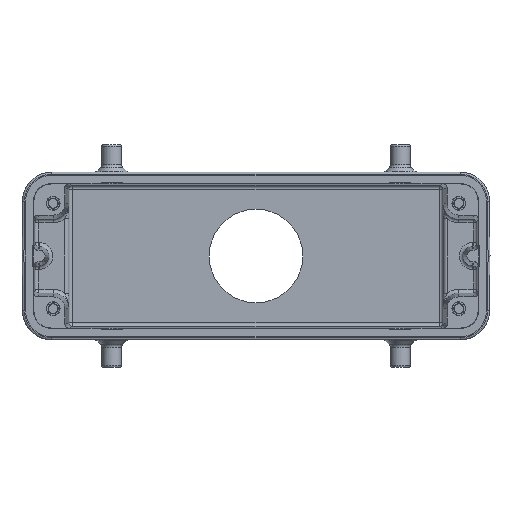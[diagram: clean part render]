
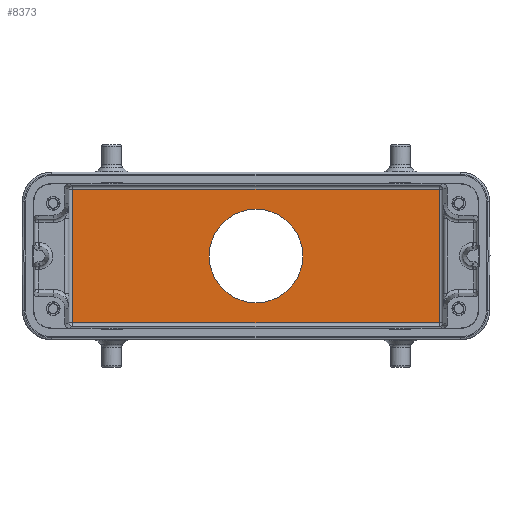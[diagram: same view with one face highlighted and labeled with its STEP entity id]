
A CAD part, front view. The second image highlights one B-rep face of the part: STEP entity #8373.
In plain terms, the highlighted planar face has unit normal (0, -1, 0).
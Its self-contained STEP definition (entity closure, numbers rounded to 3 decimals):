
#430=CARTESIAN_POINT('',(0.,52.,0.));
#431=DIRECTION('',(0.,-1.,0.));
#432=DIRECTION('',(1.,0.,0.));
#433=AXIS2_PLACEMENT_3D('',#430,#431,#432);
#435=CARTESIAN_POINT('',(0.,52.,0.));
#436=DIRECTION('',(0.,-1.,0.));
#437=DIRECTION('',(-1.,0.,0.));
#438=AXIS2_PLACEMENT_3D('',#435,#436,#437);
#440=DIRECTION('',(0.,0.,-1.));
#441=VECTOR('',#440,34.27);
#442=CARTESIAN_POINT('',(-47.,52.,17.135));
#443=LINE('',#442,#441);
#4198=DIRECTION('',(1.,0.,0.));
#4199=VECTOR('',#4198,94.);
#4200=CARTESIAN_POINT('',(-47.,52.,-17.135));
#4201=LINE('',#4200,#4199);
#4225=DIRECTION('',(0.,0.,1.));
#4226=VECTOR('',#4225,34.27);
#4227=CARTESIAN_POINT('',(47.,52.,-17.135));
#4228=LINE('',#4227,#4226);
#4248=DIRECTION('',(-1.,0.,0.));
#4249=VECTOR('',#4248,94.);
#4250=CARTESIAN_POINT('',(47.,52.,17.135));
#4251=LINE('',#4250,#4249);
#6225=CARTESIAN_POINT('',(12.,52.,0.));
#6226=CARTESIAN_POINT('',(-12.,52.,0.));
#6227=VERTEX_POINT('',#6225);
#6228=VERTEX_POINT('',#6226);
#6229=CARTESIAN_POINT('',(-47.,52.,17.135));
#6230=CARTESIAN_POINT('',(-47.,52.,-17.135));
#6231=VERTEX_POINT('',#6229);
#6232=VERTEX_POINT('',#6230);
#6233=CARTESIAN_POINT('',(47.,52.,17.135));
#6234=VERTEX_POINT('',#6233);
#6235=CARTESIAN_POINT('',(47.,52.,-17.135));
#6236=VERTEX_POINT('',#6235);
#8353=CARTESIAN_POINT('',(57.,52.,-18.5));
#8354=DIRECTION('',(0.,1.,0.));
#8355=DIRECTION('',(1.,0.,0.));
#8356=AXIS2_PLACEMENT_3D('',#8353,#8354,#8355);
#8357=PLANE('',#8356);
#8359=ORIENTED_EDGE('',*,*,#8358,.F.);
#8361=ORIENTED_EDGE('',*,*,#8360,.F.);
#8363=ORIENTED_EDGE('',*,*,#8362,.F.);
#8365=ORIENTED_EDGE('',*,*,#8364,.F.);
#8366=EDGE_LOOP('',(#8359,#8361,#8363,#8365));
#8367=FACE_OUTER_BOUND('',#8366,.F.);
#8368=ORIENTED_EDGE('',*,*,#8343,.T.);
#8370=ORIENTED_EDGE('',*,*,#8369,.T.);
#8371=EDGE_LOOP('',(#8368,#8370));
#8372=FACE_BOUND('',#8371,.F.);
#8373=ADVANCED_FACE('',(#8367,#8372),#8357,.F.);
#434=CIRCLE('',#433,12.);
#439=CIRCLE('',#438,12.);
#8343=EDGE_CURVE('',#6227,#6228,#434,.T.);
#8358=EDGE_CURVE('',#6231,#6232,#443,.T.);
#8360=EDGE_CURVE('',#6234,#6231,#4251,.T.);
#8362=EDGE_CURVE('',#6236,#6234,#4228,.T.);
#8364=EDGE_CURVE('',#6232,#6236,#4201,.T.);
#8369=EDGE_CURVE('',#6228,#6227,#439,.T.);
